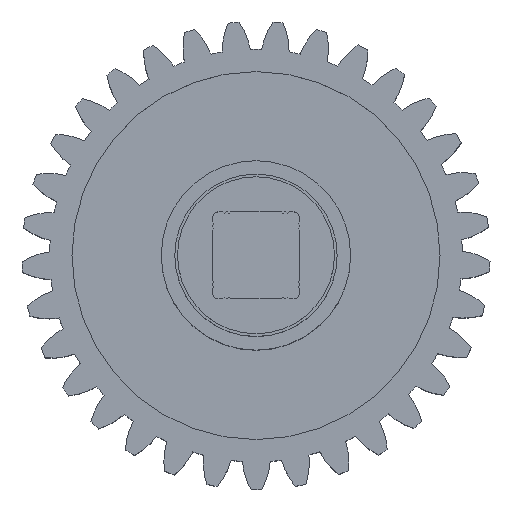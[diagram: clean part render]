
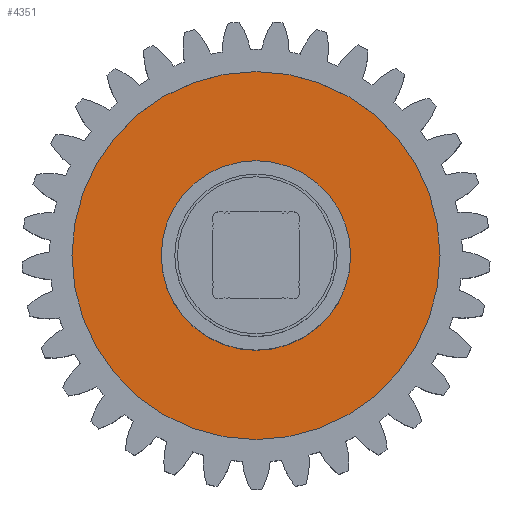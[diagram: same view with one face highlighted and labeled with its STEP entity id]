
A CAD part, top view. The second image highlights one B-rep face of the part: STEP entity #4351.
In plain terms, the highlighted planar face has unit normal (0, 0, 1).
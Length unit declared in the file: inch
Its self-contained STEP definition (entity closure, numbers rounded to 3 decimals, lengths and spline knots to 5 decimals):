
#859=FACE_BOUND('',#1110,.T.);
#870=FACE_OUTER_BOUND('',#1109,.T.);
#1109=EDGE_LOOP('',(#2886,#2887));
#1110=EDGE_LOOP('',(#2888,#2889));
#1359=CIRCLE('',#4611,0.26772);
#1360=CIRCLE('',#4612,0.26772);
#1361=CIRCLE('',#4613,0.1378);
#1362=CIRCLE('',#4614,0.1378);
#1718=VERTEX_POINT('',#6746);
#1719=VERTEX_POINT('',#6747);
#1720=VERTEX_POINT('',#6750);
#1721=VERTEX_POINT('',#6751);
#2189=EDGE_CURVE('',#1718,#1719,#1359,.T.);
#2190=EDGE_CURVE('',#1719,#1718,#1360,.T.);
#2191=EDGE_CURVE('',#1720,#1721,#1361,.T.);
#2192=EDGE_CURVE('',#1721,#1720,#1362,.T.);
#2886=ORIENTED_EDGE('',*,*,#2189,.T.);
#2887=ORIENTED_EDGE('',*,*,#2190,.T.);
#2888=ORIENTED_EDGE('',*,*,#2191,.T.);
#2889=ORIENTED_EDGE('',*,*,#2192,.T.);
#4280=PLANE('',#4610);
#4351=ADVANCED_FACE('',(#870,#859),#4280,.T.);
#4610=AXIS2_PLACEMENT_3D('',#6745,#5210,#5211);
#4611=AXIS2_PLACEMENT_3D('',#6748,#5212,#5213);
#4612=AXIS2_PLACEMENT_3D('',#6749,#5214,#5215);
#4613=AXIS2_PLACEMENT_3D('',#6752,#5216,#5217);
#4614=AXIS2_PLACEMENT_3D('',#6753,#5218,#5219);
#5210=DIRECTION('center_axis',(0.,0.,1.));
#5211=DIRECTION('ref_axis',(1.,0.,0.));
#5212=DIRECTION('center_axis',(0.,0.,1.));
#5213=DIRECTION('ref_axis',(1.,0.,0.));
#5214=DIRECTION('center_axis',(0.,0.,1.));
#5215=DIRECTION('ref_axis',(1.,0.,0.));
#5216=DIRECTION('center_axis',(0.,0.,-1.));
#5217=DIRECTION('ref_axis',(1.,0.,0.));
#5218=DIRECTION('center_axis',(0.,0.,-1.));
#5219=DIRECTION('ref_axis',(1.,0.,0.));
#6745=CARTESIAN_POINT('Origin',(0.,0.,0.1378));
#6746=CARTESIAN_POINT('',(0.26772,0.,0.1378));
#6747=CARTESIAN_POINT('',(-0.26772,0.,0.1378));
#6748=CARTESIAN_POINT('Origin',(0.,0.,0.1378));
#6749=CARTESIAN_POINT('Origin',(0.,0.,0.1378));
#6750=CARTESIAN_POINT('',(0.1378,0.,0.1378));
#6751=CARTESIAN_POINT('',(-0.1378,0.,0.1378));
#6752=CARTESIAN_POINT('Origin',(0.,0.,0.1378));
#6753=CARTESIAN_POINT('Origin',(0.,0.,0.1378));
